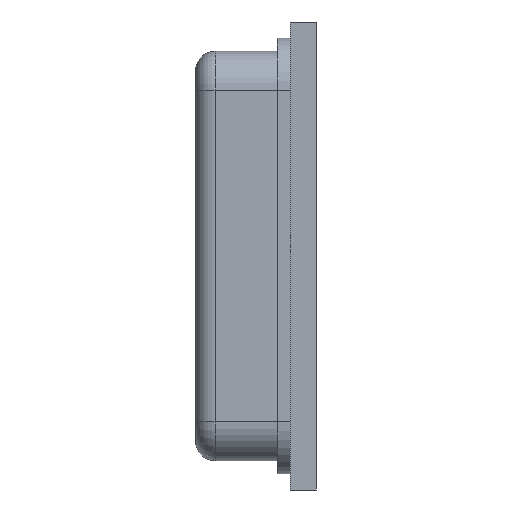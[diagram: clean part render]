
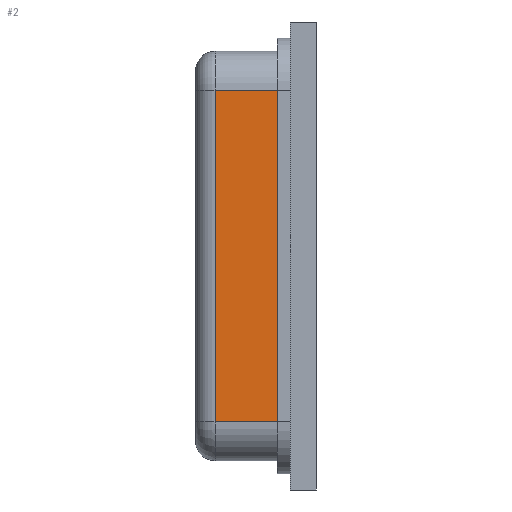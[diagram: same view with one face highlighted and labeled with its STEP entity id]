
A CAD part, left-side view. The second image highlights one B-rep face of the part: STEP entity #2.
In plain terms, the highlighted planar face has unit normal (-1, 0, 0).
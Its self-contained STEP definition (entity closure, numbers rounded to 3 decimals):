
#2 = ADVANCED_FACE ( 'NONE', ( #4496 ), #1170, .T. ) ;
#38 = AXIS2_PLACEMENT_3D ( 'NONE', #1942, #3106, #797 ) ;
#424 = VECTOR ( 'NONE', #2490, 1000. ) ;
#442 = VECTOR ( 'NONE', #705, 1000. ) ;
#619 = DIRECTION ( 'NONE',  ( 0., -1., 0. ) ) ;
#626 = CARTESIAN_POINT ( 'NONE',  ( -1.675, 0.93, -1.275 ) ) ;
#644 = EDGE_CURVE ( 'NONE', #2194, #1963, #1203, .T. ) ;
#705 = DIRECTION ( 'NONE',  ( 0., 0., -1. ) ) ;
#788 = LINE ( 'NONE', #4324, #1330 ) ;
#797 = DIRECTION ( 'NONE',  ( 0., 0., 1. ) ) ;
#904 = VERTEX_POINT ( 'NONE', #4492 ) ;
#1013 = VERTEX_POINT ( 'NONE', #1088 ) ;
#1068 = EDGE_LOOP ( 'NONE', ( #4280, #2630, #2519, #4036 ) ) ;
#1088 = CARTESIAN_POINT ( 'NONE',  ( -1.675, 0.3, -1.275 ) ) ;
#1170 = PLANE ( 'NONE',  #38 ) ;
#1203 = LINE ( 'NONE', #1510, #442 ) ;
#1330 = VECTOR ( 'NONE', #4344, 1000. ) ;
#1340 = EDGE_CURVE ( 'NONE', #1963, #1013, #4628, .T. ) ;
#1510 = CARTESIAN_POINT ( 'NONE',  ( -1.675, 0.78, 0. ) ) ;
#1848 = CARTESIAN_POINT ( 'NONE',  ( -1.675, 0.78, 1.275 ) ) ;
#1942 = CARTESIAN_POINT ( 'NONE',  ( -1.675, 0.93, 0. ) ) ;
#1963 = VERTEX_POINT ( 'NONE', #3656 ) ;
#2194 = VERTEX_POINT ( 'NONE', #1848 ) ;
#2347 = VECTOR ( 'NONE', #619, 1000. ) ;
#2490 = DIRECTION ( 'NONE',  ( 0., -1., 0. ) ) ;
#2519 = ORIENTED_EDGE ( 'NONE', *, *, #1340, .T. ) ;
#2630 = ORIENTED_EDGE ( 'NONE', *, *, #644, .T. ) ;
#2638 = EDGE_CURVE ( 'NONE', #904, #1013, #788, .T. ) ;
#3106 = DIRECTION ( 'NONE',  ( -1., 0., 0. ) ) ;
#3472 = LINE ( 'NONE', #3968, #2347 ) ;
#3656 = CARTESIAN_POINT ( 'NONE',  ( -1.675, 0.78, -1.275 ) ) ;
#3968 = CARTESIAN_POINT ( 'NONE',  ( -1.675, 0.93, 1.275 ) ) ;
#4036 = ORIENTED_EDGE ( 'NONE', *, *, #2638, .F. ) ;
#4280 = ORIENTED_EDGE ( 'NONE', *, *, #4831, .F. ) ;
#4324 = CARTESIAN_POINT ( 'NONE',  ( -1.675, 0.3, 0. ) ) ;
#4344 = DIRECTION ( 'NONE',  ( 0., 0., -1. ) ) ;
#4492 = CARTESIAN_POINT ( 'NONE',  ( -1.675, 0.3, 1.275 ) ) ;
#4496 = FACE_OUTER_BOUND ( 'NONE', #1068, .T. ) ;
#4628 = LINE ( 'NONE', #626, #424 ) ;
#4831 = EDGE_CURVE ( 'NONE', #2194, #904, #3472, .T. ) ;
